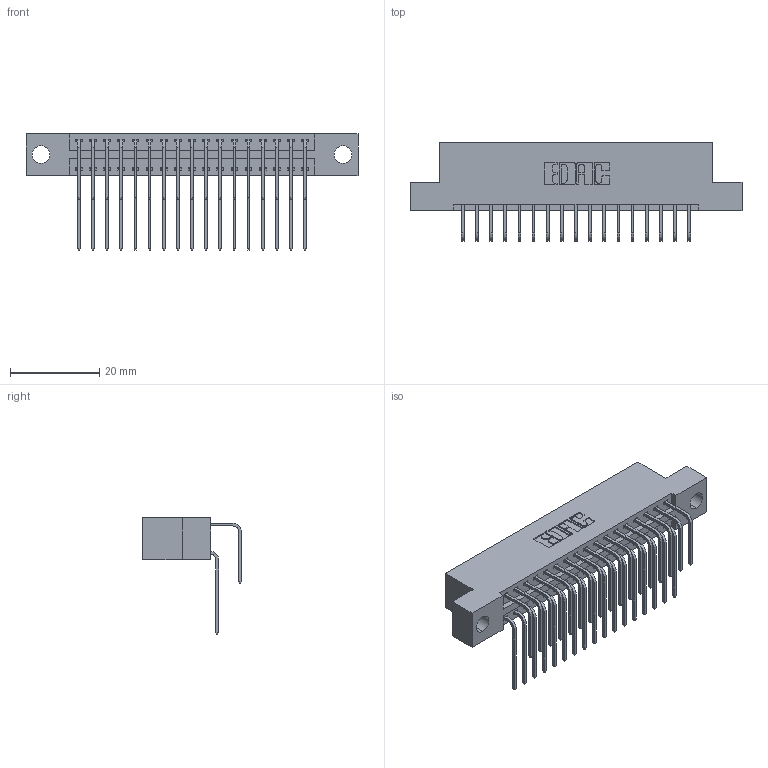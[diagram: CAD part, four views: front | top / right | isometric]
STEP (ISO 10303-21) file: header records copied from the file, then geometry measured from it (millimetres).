
FILE_DESCRIPTION (( 'STEP AP203' ), '1' );
FILE_NAME ('396-034-558-204.STEP', '2019-11-03T06:50:26', ( '' ), ( '' ), 'SwSTEP 2.0', 'SolidWorks 2016', '' );
FILE_SCHEMA (( 'CONFIG_CONTROL_DESIGN' ));
Length unit declared in the file: inch
Products named in the file (4): 345-292-001_558 559 Tail - 1; 396-034-558-204; 346 Part_Flush Mounting Lugs - 0.156 Dia-TH; 345-292-001_558 Tail - 2
Assembly tree (35 placements, depth 2):
  396-034-558-204
    346 Part_Flush Mounting Lugs - 0.156 Dia-TH
    345-292-001_558 559 Tail - 1  x17
    345-292-001_558 Tail - 2  x17
Bounding box: 74.55 x 22.16 x 26.16 mm (x, y, z)
Volume: 7183.6 mm3; surface area: 10235.6 mm2
Topology: 35 solids, 35 shells, 1958 faces, 5803 edges, 3822 vertices
Faces by surface type: plane 1334, cylinder 624
Entity records: 16247 total; most frequent: CARTESIAN_POINT 2763, ORIENTED_EDGE 2646, DIRECTION 2459, EDGE_CURVE 1323, VECTOR 1083, LINE 1083, VERTEX_POINT 878, AXIS2_PLACEMENT_3D 688
